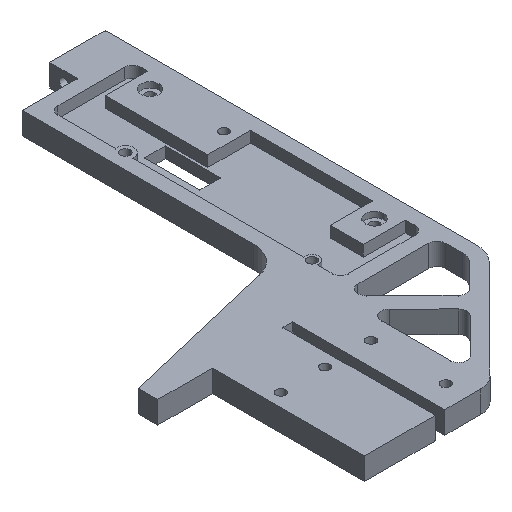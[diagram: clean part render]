
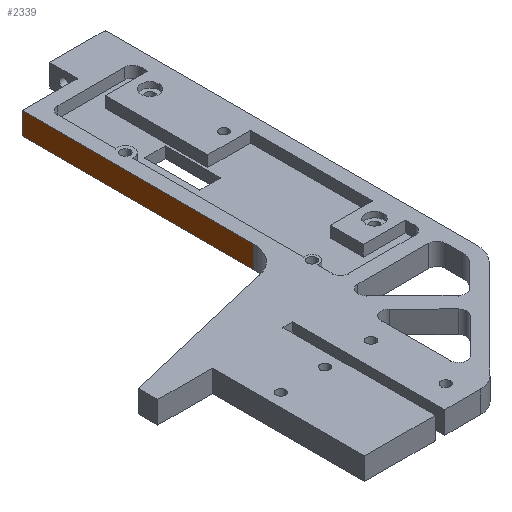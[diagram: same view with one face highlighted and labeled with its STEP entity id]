
A CAD part, isometric view. The second image highlights one B-rep face of the part: STEP entity #2339.
In plain terms, the highlighted planar face has unit normal (-1, 0, 0).
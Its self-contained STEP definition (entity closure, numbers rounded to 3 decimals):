
#4 = ORIENTED_EDGE ( 'NONE', *, *, #3483, .T. ) ;
#95 = CARTESIAN_POINT ( 'NONE',  ( -40., -102.391, 0. ) ) ;
#102 = ORIENTED_EDGE ( 'NONE', *, *, #1127, .F. ) ;
#104 = CARTESIAN_POINT ( 'NONE',  ( -40., -10., 0. ) ) ;
#296 = VECTOR ( 'NONE', #1852, 1000. ) ;
#298 = DIRECTION ( 'NONE',  ( -1., 0., 0. ) ) ;
#522 = CARTESIAN_POINT ( 'NONE',  ( -40., -102.391, 8. ) ) ;
#564 = EDGE_LOOP ( 'NONE', ( #102, #4, #1895, #927 ) ) ;
#674 = CARTESIAN_POINT ( 'NONE',  ( -40., -93.694, 8. ) ) ;
#681 = VERTEX_POINT ( 'NONE', #3537 ) ;
#726 = LINE ( 'NONE', #1267, #296 ) ;
#927 = ORIENTED_EDGE ( 'NONE', *, *, #2710, .T. ) ;
#1127 = EDGE_CURVE ( 'NONE', #2281, #2683, #2142, .T. ) ;
#1192 = CARTESIAN_POINT ( 'NONE',  ( -40., -10., 8. ) ) ;
#1267 = CARTESIAN_POINT ( 'NONE',  ( -40., -93.694, 8. ) ) ;
#1310 = LINE ( 'NONE', #104, #3266 ) ;
#1698 = DIRECTION ( 'NONE',  ( 0., -1., 0. ) ) ;
#1774 = VERTEX_POINT ( 'NONE', #3458 ) ;
#1834 = VECTOR ( 'NONE', #3049, 1000. ) ;
#1852 = DIRECTION ( 'NONE',  ( 0., 0., 1. ) ) ;
#1895 = ORIENTED_EDGE ( 'NONE', *, *, #2694, .T. ) ;
#2142 = LINE ( 'NONE', #522, #3685 ) ;
#2197 = LINE ( 'NONE', #95, #1834 ) ;
#2205 = DIRECTION ( 'NONE',  ( 0., 0., -1. ) ) ;
#2281 = VERTEX_POINT ( 'NONE', #1192 ) ;
#2320 = CARTESIAN_POINT ( 'NONE',  ( -40., -102.391, 0. ) ) ;
#2339 = ADVANCED_FACE ( 'NONE', ( #2355 ), #2941, .T. ) ;
#2355 = FACE_OUTER_BOUND ( 'NONE', #564, .T. ) ;
#2683 = VERTEX_POINT ( 'NONE', #674 ) ;
#2694 = EDGE_CURVE ( 'NONE', #1774, #681, #2197, .T. ) ;
#2710 = EDGE_CURVE ( 'NONE', #681, #2683, #726, .T. ) ;
#2941 = PLANE ( 'NONE',  #3129 ) ;
#3049 = DIRECTION ( 'NONE',  ( 0., -1., 0. ) ) ;
#3129 = AXIS2_PLACEMENT_3D ( 'NONE', #2320, #298, #3254 ) ;
#3254 = DIRECTION ( 'NONE',  ( 0., 0., 1. ) ) ;
#3266 = VECTOR ( 'NONE', #2205, 1000. ) ;
#3458 = CARTESIAN_POINT ( 'NONE',  ( -40., -10., 0. ) ) ;
#3483 = EDGE_CURVE ( 'NONE', #2281, #1774, #1310, .T. ) ;
#3537 = CARTESIAN_POINT ( 'NONE',  ( -40., -93.694, 0. ) ) ;
#3685 = VECTOR ( 'NONE', #1698, 1000. ) ;
